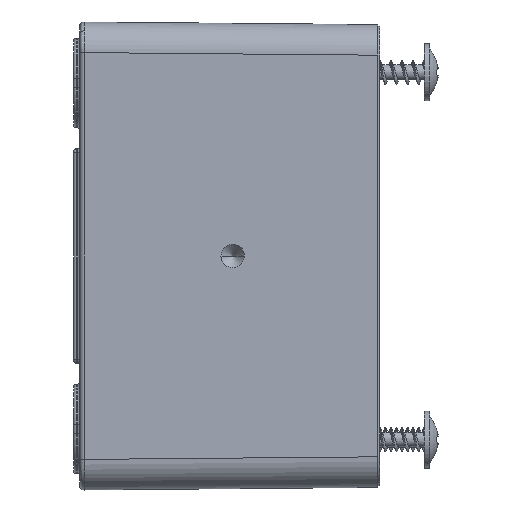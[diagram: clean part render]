
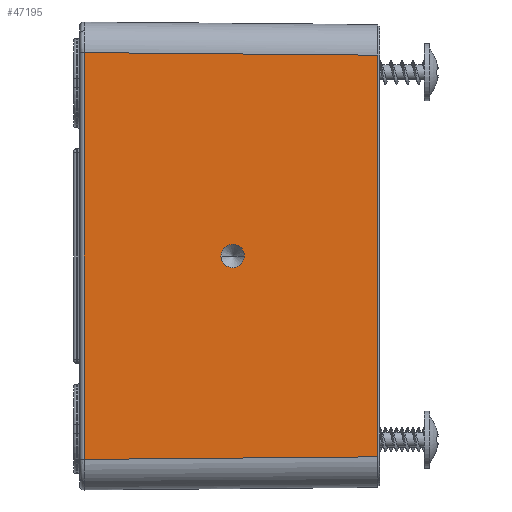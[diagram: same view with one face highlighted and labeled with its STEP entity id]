
A CAD part, front view. The second image highlights one B-rep face of the part: STEP entity #47195.
In plain terms, the highlighted planar face has unit normal (0.009, -1, 0).
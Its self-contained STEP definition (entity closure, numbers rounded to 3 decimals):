
#1202 = EDGE_LOOP ( 'NONE', ( #34005, #4048 ) ) ;
#1911 = DIRECTION ( 'NONE',  ( -1., -0.009, 0. ) ) ;
#2071 = EDGE_CURVE ( 'NONE', #30736, #16043, #38484, .T. ) ;
#4048 = ORIENTED_EDGE ( 'NONE', *, *, #2071, .T. ) ;
#4607 = EDGE_CURVE ( 'NONE', #30298, #47324, #50487, .T. ) ;
#5650 = CARTESIAN_POINT ( 'NONE',  ( 23.074, -38.026, 0. ) ) ;
#5876 = LINE ( 'NONE', #51437, #7194 ) ;
#6535 = VECTOR ( 'NONE', #7440, 1000. ) ;
#7194 = VECTOR ( 'NONE', #22313, 1000. ) ;
#7440 = DIRECTION ( 'NONE',  ( 0., 0., 1. ) ) ;
#7839 = CARTESIAN_POINT ( 'NONE',  ( 23.074, -38.026, -3.819 ) ) ;
#8237 = LINE ( 'NONE', #44683, #6535 ) ;
#11796 = ORIENTED_EDGE ( 'NONE', *, *, #4607, .T. ) ;
#11957 = CARTESIAN_POINT ( 'NONE',  ( 23.074, -38.026, 0. ) ) ;
#12694 = EDGE_CURVE ( 'NONE', #26318, #38298, #5876, .T. ) ;
#13611 = CARTESIAN_POINT ( 'NONE',  ( 26.893, -37.993, 0. ) ) ;
#14555 = FACE_BOUND ( 'NONE', #1202, .T. ) ;
#14947 = VECTOR ( 'NONE', #38322, 1000. ) ;
#16020 = CARTESIAN_POINT ( 'NONE',  ( 26.893, -37.993, 0. ) ) ;
#16043 = VERTEX_POINT ( 'NONE', #13611 ) ;
#18869 = CARTESIAN_POINT ( 'NONE',  ( 49., -37.8, -37.8 ) ) ;
#19264 = CARTESIAN_POINT ( 'NONE',  ( 23.074, -38.026, 3.819 ) ) ;
#20775 =( BOUNDED_CURVE ( )  B_SPLINE_CURVE ( 3, ( #45341, #36443, #7839, #49656 ),
 .UNSPECIFIED., .F., .T. ) 
 B_SPLINE_CURVE_WITH_KNOTS ( ( 4, 4 ),
 ( 3.142, 6.283 ),
 .UNSPECIFIED. ) 
 CURVE ( )  GEOMETRIC_REPRESENTATION_ITEM ( )  RATIONAL_B_SPLINE_CURVE ( ( 1., 0.333, 0.333, 1. ) ) 
 REPRESENTATION_ITEM ( '' )  );
#21070 = CARTESIAN_POINT ( 'NONE',  ( 48.956, -37.8, -32.801 ) ) ;
#22103 = CARTESIAN_POINT ( 'NONE',  ( 0.706, -38.221, -37.8 ) ) ;
#22313 = DIRECTION ( 'NONE',  ( -1., -0.009, 0.009 ) ) ;
#22389 = FACE_OUTER_BOUND ( 'NONE', #25548, .T. ) ;
#25001 = ORIENTED_EDGE ( 'NONE', *, *, #12694, .T. ) ;
#25548 = EDGE_LOOP ( 'NONE', ( #11796, #32581, #25001, #51265 ) ) ;
#25831 = EDGE_CURVE ( 'NONE', #47324, #26318, #8237, .T. ) ;
#26231 = EDGE_CURVE ( 'NONE', #16043, #30736, #20775, .T. ) ;
#26318 = VERTEX_POINT ( 'NONE', #48009 ) ;
#26471 = PLANE ( 'NONE',  #39452 ) ;
#29996 = DIRECTION ( 'NONE',  ( 1., 0.009, 0.009 ) ) ;
#30298 = VERTEX_POINT ( 'NONE', #49695 ) ;
#30736 = VERTEX_POINT ( 'NONE', #5650 ) ;
#30764 = LINE ( 'NONE', #22103, #14947 ) ;
#32581 = ORIENTED_EDGE ( 'NONE', *, *, #25831, .T. ) ;
#32815 = VECTOR ( 'NONE', #29996, 1000. ) ;
#34005 = ORIENTED_EDGE ( 'NONE', *, *, #26231, .T. ) ;
#35993 = CARTESIAN_POINT ( 'NONE',  ( 26.893, -37.993, 3.819 ) ) ;
#36443 = CARTESIAN_POINT ( 'NONE',  ( 26.893, -37.993, -3.819 ) ) ;
#38298 = VERTEX_POINT ( 'NONE', #49964 ) ;
#38322 = DIRECTION ( 'NONE',  ( 0., 0., -1. ) ) ;
#38484 =( BOUNDED_CURVE ( )  B_SPLINE_CURVE ( 3, ( #11957, #19264, #35993, #16020 ),
 .UNSPECIFIED., .F., .F. ) 
 B_SPLINE_CURVE_WITH_KNOTS ( ( 4, 4 ),
 ( 0., 3.142 ),
 .UNSPECIFIED. ) 
 CURVE ( )  GEOMETRIC_REPRESENTATION_ITEM ( )  RATIONAL_B_SPLINE_CURVE ( ( 1., 0.333, 0.333, 1. ) ) 
 REPRESENTATION_ITEM ( '' )  );
#38861 = DIRECTION ( 'NONE',  ( 0.009, -1., 0. ) ) ;
#39452 = AXIS2_PLACEMENT_3D ( 'NONE', #18869, #38861, #1911 ) ;
#39822 = EDGE_CURVE ( 'NONE', #38298, #30298, #30764, .T. ) ;
#44683 = CARTESIAN_POINT ( 'NONE',  ( 48.7, -37.803, -37.8 ) ) ;
#45341 = CARTESIAN_POINT ( 'NONE',  ( 26.893, -37.993, 0. ) ) ;
#47195 = ADVANCED_FACE ( 'NONE', ( #14555, #22389 ), #26471, .T. ) ;
#47324 = VERTEX_POINT ( 'NONE', #52575 ) ;
#48009 = CARTESIAN_POINT ( 'NONE',  ( 48.7, -37.803, 32.803 ) ) ;
#49656 = CARTESIAN_POINT ( 'NONE',  ( 23.074, -38.026, 0. ) ) ;
#49695 = CARTESIAN_POINT ( 'NONE',  ( 0.706, -38.221, -33.222 ) ) ;
#49964 = CARTESIAN_POINT ( 'NONE',  ( 0.706, -38.221, 33.222 ) ) ;
#50487 = LINE ( 'NONE', #21070, #32815 ) ;
#51265 = ORIENTED_EDGE ( 'NONE', *, *, #39822, .T. ) ;
#51437 = CARTESIAN_POINT ( 'NONE',  ( 49.616, -37.795, 32.795 ) ) ;
#52575 = CARTESIAN_POINT ( 'NONE',  ( 48.7, -37.803, -32.803 ) ) ;
